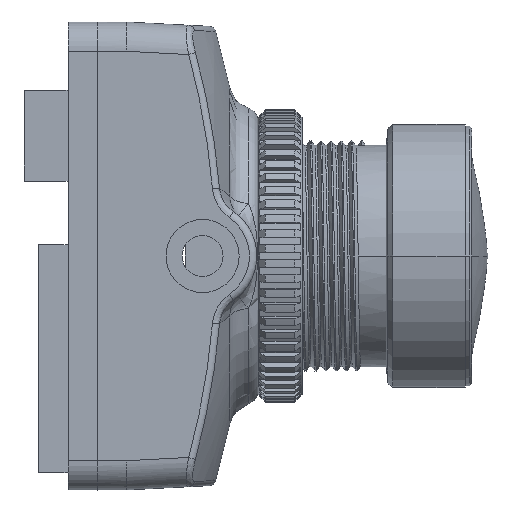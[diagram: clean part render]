
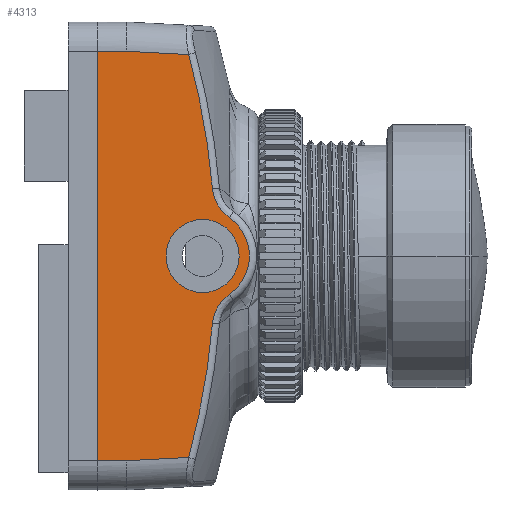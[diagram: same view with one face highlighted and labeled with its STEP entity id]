
A CAD part, left-side view. The second image highlights one B-rep face of the part: STEP entity #4313.
In plain terms, the highlighted planar face has unit normal (-1, 0, 0).
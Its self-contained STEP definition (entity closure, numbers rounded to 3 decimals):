
#1644=DIRECTION('',(0.,0.,-1.));
#1645=VECTOR('',#1644,13.996);
#1646=CARTESIAN_POINT('',(-7.,1.,6.998));
#1647=LINE('',#1646,#1645);
#1900=CARTESIAN_POINT('',(-7.,-2.94,
-2.289));
#1901=CARTESIAN_POINT('',(-7.,-2.946,
-2.215));
#1902=CARTESIAN_POINT('',(-7.,-2.972,
-2.067));
#1903=CARTESIAN_POINT('',(-7.,-3.055,
-1.842));
#1904=CARTESIAN_POINT('',(-7.,-3.175,
-1.639));
#1905=CARTESIAN_POINT('',(-7.,-3.327,
-1.461));
#1906=CARTESIAN_POINT('',(-7.,-3.448,
-1.359));
#1907=CARTESIAN_POINT('',(-7.,-3.514,
-1.313));
#1914=DIRECTION('',(0.,0.999,-0.052));
#1915=VECTOR('',#1914,2.127);
#1916=CARTESIAN_POINT('',(-7.,-2.124,
-6.887));
#1917=LINE('',#1916,#1915);
#1918=DIRECTION('',(0.,-1.,0.));
#1919=VECTOR('',#1918,1.);
#1920=CARTESIAN_POINT('',(-7.,1.,6.998));
#1921=LINE('',#1920,#1919);
#1922=DIRECTION('',(0.,-0.999,-0.052));
#1923=VECTOR('',#1922,2.127);
#1924=CARTESIAN_POINT('',(-7.,0.,
6.998));
#1925=LINE('',#1924,#1923);
#1926=CARTESIAN_POINT('',(-7.,23.343,
0.));
#1927=DIRECTION('',(1.,0.,0.));
#1928=DIRECTION('',(0.,-0.965,0.261));
#1929=AXIS2_PLACEMENT_3D('',#1926,#1927,#1928);
#1931=CARTESIAN_POINT('',(-7.,-2.94,
2.289));
#1932=CARTESIAN_POINT('',(-7.,-2.946,
2.216));
#1933=CARTESIAN_POINT('',(-7.,-2.971,
2.07));
#1934=CARTESIAN_POINT('',(-7.,-3.053,
1.847));
#1935=CARTESIAN_POINT('',(-7.,-3.172,
1.643));
#1936=CARTESIAN_POINT('',(-7.,-3.324,
1.463));
#1937=CARTESIAN_POINT('',(-7.,-3.447,
1.36));
#1938=CARTESIAN_POINT('',(-7.,-3.514,
1.313));
#1940=CARTESIAN_POINT('',(-7.,-2.6,0.));
#1941=DIRECTION('',(1.,0.,0.));
#1942=DIRECTION('',(0.,-0.571,0.821));
#1943=AXIS2_PLACEMENT_3D('',#1940,#1941,#1942);
#1945=CARTESIAN_POINT('',(-7.,23.343,
0.));
#1946=DIRECTION('',(1.,0.,0.));
#1947=DIRECTION('',(0.,-0.996,-0.087));
#1948=AXIS2_PLACEMENT_3D('',#1945,#1946,#1947);
#1950=CARTESIAN_POINT('',(-7.,-2.6,0.));
#1951=DIRECTION('',(-1.,0.,0.));
#1952=DIRECTION('',(0.,0.,1.));
#1953=AXIS2_PLACEMENT_3D('',#1950,#1951,#1952);
#1955=CARTESIAN_POINT('',(-7.,-2.6,0.));
#1956=DIRECTION('',(-1.,0.,0.));
#1957=DIRECTION('',(0.,0.,-1.));
#1958=AXIS2_PLACEMENT_3D('',#1955,#1956,#1957);
#1992=DIRECTION('',(0.,-1.,0.));
#1993=VECTOR('',#1992,1.);
#1994=CARTESIAN_POINT('',(-7.,1.,-6.998));
#1995=LINE('',#1994,#1993);
#2837=CARTESIAN_POINT('',(-7.,-2.6,-1.25));
#2838=VERTEX_POINT('',#2837);
#2839=CARTESIAN_POINT('',(-7.,-2.6,1.25));
#2840=VERTEX_POINT('',#2839);
#2861=CARTESIAN_POINT('',(-7.,1.,6.998));
#2862=VERTEX_POINT('',#2861);
#2863=CARTESIAN_POINT('',(-7.,1.,-6.998));
#2864=VERTEX_POINT('',#2863);
#2915=CARTESIAN_POINT('',(-7.,-2.124,
-6.887));
#2916=CARTESIAN_POINT('',(-7.,0.,
-6.998));
#2917=VERTEX_POINT('',#2915);
#2918=VERTEX_POINT('',#2916);
#2919=CARTESIAN_POINT('',(-7.,0.,
6.998));
#2920=VERTEX_POINT('',#2919);
#2921=CARTESIAN_POINT('',(-7.,-2.124,
6.887));
#2922=VERTEX_POINT('',#2921);
#2923=CARTESIAN_POINT('',(-7.,-2.94,
2.289));
#2924=VERTEX_POINT('',#2923);
#2925=VERTEX_POINT('',#1938);
#2926=CARTESIAN_POINT('',(-7.,-3.514,
-1.313));
#2927=VERTEX_POINT('',#2926);
#2928=VERTEX_POINT('',#1900);
#4287=CARTESIAN_POINT('',(-7.,0.,8.));
#4288=DIRECTION('',(-1.,0.,0.));
#4289=DIRECTION('',(0.,0.,-1.));
#4290=AXIS2_PLACEMENT_3D('',#4287,#4288,#4289);
#4291=PLANE('',#4290);
#4293=ORIENTED_EDGE('',*,*,#4292,.T.);
#4295=ORIENTED_EDGE('',*,*,#4294,.F.);
#4296=ORIENTED_EDGE('',*,*,#3746,.F.);
#4297=ORIENTED_EDGE('',*,*,#3813,.T.);
#4298=ORIENTED_EDGE('',*,*,#3829,.T.);
#4299=ORIENTED_EDGE('',*,*,#3904,.T.);
#4300=ORIENTED_EDGE('',*,*,#3955,.T.);
#4302=ORIENTED_EDGE('',*,*,#4301,.T.);
#4303=ORIENTED_EDGE('',*,*,#4280,.F.);
#4304=ORIENTED_EDGE('',*,*,#3558,.T.);
#4305=EDGE_LOOP('',(#4293,#4295,#4296,#4297,#4298,#4299,#4300,#4302,#4303,
#4304));
#4306=FACE_OUTER_BOUND('',#4305,.F.);
#4308=ORIENTED_EDGE('',*,*,#4307,.T.);
#4310=ORIENTED_EDGE('',*,*,#4309,.T.);
#4311=EDGE_LOOP('',(#4308,#4310));
#4312=FACE_BOUND('',#4311,.F.);
#4313=ADVANCED_FACE('',(#4306,#4312),#4291,.T.);
#1908=B_SPLINE_CURVE_WITH_KNOTS('',3,(#1900,#1901,#1902,#1903,#1904,#1905,#1906,
#1907),.UNSPECIFIED.,.F.,.F.,(4,1,1,1,1,4),(0.,0.2,0.4,0.6,0.8,1.),
.UNSPECIFIED.);
#1930=CIRCLE('',#1929,26.382);
#1939=B_SPLINE_CURVE_WITH_KNOTS('',3,(#1931,#1932,#1933,#1934,#1935,#1936,#1937,
#1938),.UNSPECIFIED.,.F.,.F.,(4,1,1,1,1,4),(0.,0.2,0.4,0.6,0.8,1.),
.UNSPECIFIED.);
#1944=CIRCLE('',#1943,1.6);
#1949=CIRCLE('',#1948,26.382);
#1954=CIRCLE('',#1953,1.25);
#1959=CIRCLE('',#1958,1.25);
#3558=EDGE_CURVE('',#2928,#2917,#1949,.T.);
#3746=EDGE_CURVE('',#2862,#2864,#1647,.T.);
#3813=EDGE_CURVE('',#2862,#2920,#1921,.T.);
#3829=EDGE_CURVE('',#2920,#2922,#1925,.T.);
#3904=EDGE_CURVE('',#2922,#2924,#1930,.T.);
#3955=EDGE_CURVE('',#2924,#2925,#1939,.T.);
#4280=EDGE_CURVE('',#2928,#2927,#1908,.T.);
#4292=EDGE_CURVE('',#2917,#2918,#1917,.T.);
#4294=EDGE_CURVE('',#2864,#2918,#1995,.T.);
#4301=EDGE_CURVE('',#2925,#2927,#1944,.T.);
#4307=EDGE_CURVE('',#2840,#2838,#1954,.T.);
#4309=EDGE_CURVE('',#2838,#2840,#1959,.T.);
